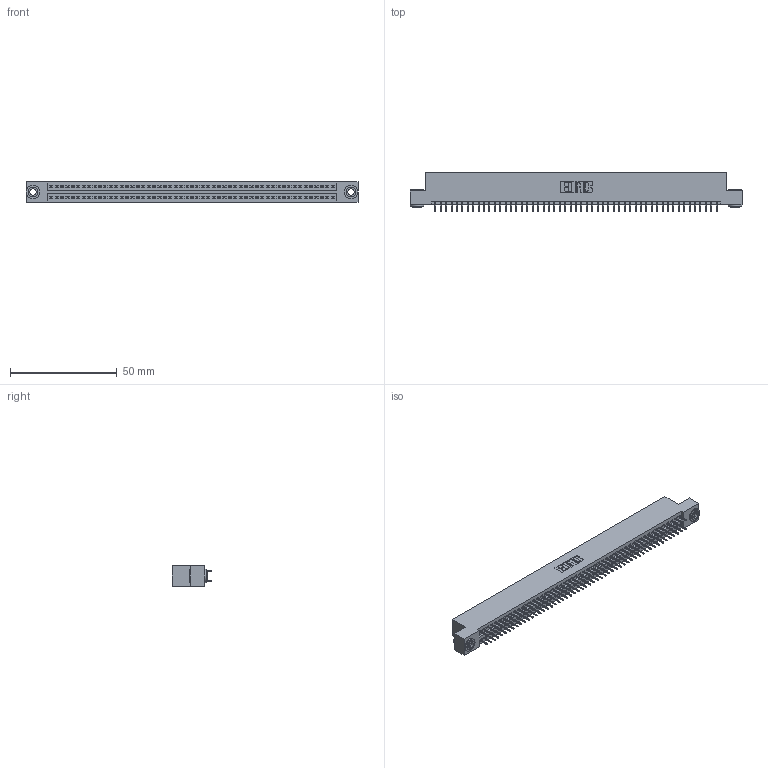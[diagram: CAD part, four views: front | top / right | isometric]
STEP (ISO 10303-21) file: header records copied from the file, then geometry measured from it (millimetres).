
FILE_DESCRIPTION (( 'STEP AP203' ), '1' );
FILE_NAME ('845-106-525-203.STEP', '2020-09-24T05:59:44', ( '' ), ( '' ), 'SwSTEP 2.0', 'SolidWorks 2020', '' );
FILE_SCHEMA (( 'CONFIG_CONTROL_DESIGN' ));
Length unit declared in the file: inch
Products named in the file (4): 845-106-525-203; 345-250-002_345-250-002-102; 345-292-001_345-293-125; 845 Part_Flush Mounting Lugs - 0.156 Dia-TH
Assembly tree (109 placements, depth 2):
  845-106-525-203
    845 Part_Flush Mounting Lugs - 0.156 Dia-TH
    345-292-001_345-293-125  x106
    345-250-002_345-250-002-102  x2
Bounding box: 155.83 x 18.72 x 9.4 mm (x, y, z)
Volume: 15084.4 mm3; surface area: 22189.5 mm2
Topology: 109 solids, 109 shells, 5888 faces, 16635 edges, 10662 vertices
Faces by surface type: plane 4224, cylinder 1656, cone 8
Entity records: 40828 total; most frequent: CARTESIAN_POINT 6807, ORIENTED_EDGE 6734, DIRECTION 6021, EDGE_CURVE 3367, LINE 3003, VECTOR 3003, VERTEX_POINT 2238, AXIS2_PLACEMENT_3D 1509
